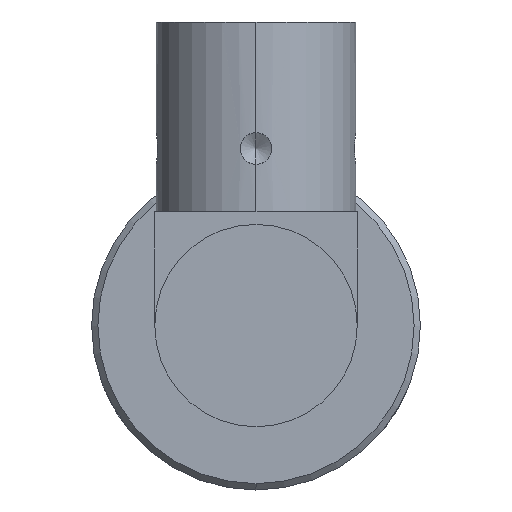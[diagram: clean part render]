
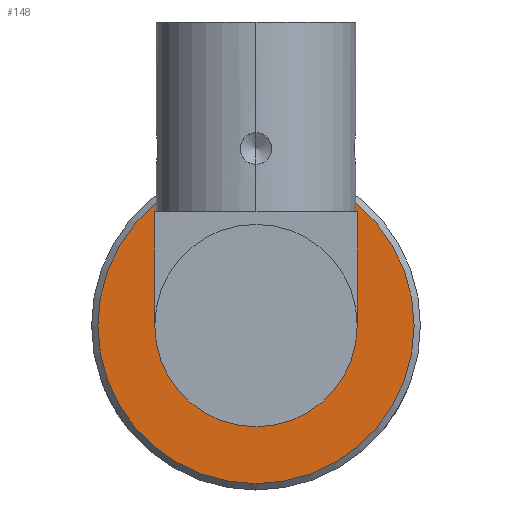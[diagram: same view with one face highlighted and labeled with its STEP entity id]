
A CAD part, left-side view. The second image highlights one B-rep face of the part: STEP entity #148.
In plain terms, the highlighted planar face has unit normal (-1, 0, 0).
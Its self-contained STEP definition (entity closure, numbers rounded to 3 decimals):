
#107 = AXIS2_PLACEMENT_3D ( 'NONE', #2045, #2165, #2203 ) ;
#143 = CARTESIAN_POINT ( 'NONE',  ( -10.5, 0., 0. ) ) ;
#148 = ADVANCED_FACE ( 'NONE', ( #2112, #1000 ), #334, .F. ) ;
#184 = EDGE_CURVE ( 'NONE', #1792, #449, #1100, .T. ) ;
#190 = AXIS2_PLACEMENT_3D ( 'NONE', #906, #227, #1251 ) ;
#227 = DIRECTION ( 'NONE',  ( 1., 0., 0. ) ) ;
#240 = CARTESIAN_POINT ( 'NONE',  ( -10.5, 0., -8. ) ) ;
#268 = EDGE_LOOP ( 'NONE', ( #908, #1362 ) ) ;
#332 = VERTEX_POINT ( 'NONE', #240 ) ;
#334 = PLANE ( 'NONE',  #1317 ) ;
#363 = DIRECTION ( 'NONE',  ( 1., 0., 0. ) ) ;
#378 = EDGE_LOOP ( 'NONE', ( #1718, #2006 ) ) ;
#449 = VERTEX_POINT ( 'NONE', #2128 ) ;
#684 = CARTESIAN_POINT ( 'NONE',  ( -10.5, -12.65, 12.65 ) ) ;
#686 = AXIS2_PLACEMENT_3D ( 'NONE', #1979, #1061, #1456 ) ;
#728 = CIRCLE ( 'NONE', #1101, 8. ) ;
#827 = EDGE_CURVE ( 'NONE', #1882, #332, #1876, .T. ) ;
#906 = CARTESIAN_POINT ( 'NONE',  ( -10.5, 0., 0. ) ) ;
#908 = ORIENTED_EDGE ( 'NONE', *, *, #827, .T. ) ;
#984 = EDGE_CURVE ( 'NONE', #449, #1792, #2084, .T. ) ;
#1000 = FACE_OUTER_BOUND ( 'NONE', #378, .T. ) ;
#1061 = DIRECTION ( 'NONE',  ( 1., 0., 0. ) ) ;
#1100 = CIRCLE ( 'NONE', #190, 12.5 ) ;
#1101 = AXIS2_PLACEMENT_3D ( 'NONE', #143, #1353, #2179 ) ;
#1251 = DIRECTION ( 'NONE',  ( 0., 0., -1. ) ) ;
#1317 = AXIS2_PLACEMENT_3D ( 'NONE', #684, #363, #1730 ) ;
#1353 = DIRECTION ( 'NONE',  ( 1., 0., 0. ) ) ;
#1362 = ORIENTED_EDGE ( 'NONE', *, *, #1474, .T. ) ;
#1456 = DIRECTION ( 'NONE',  ( 0., 0., 1. ) ) ;
#1474 = EDGE_CURVE ( 'NONE', #332, #1882, #728, .T. ) ;
#1718 = ORIENTED_EDGE ( 'NONE', *, *, #184, .F. ) ;
#1730 = DIRECTION ( 'NONE',  ( 0., 0., -1. ) ) ;
#1792 = VERTEX_POINT ( 'NONE', #1980 ) ;
#1876 = CIRCLE ( 'NONE', #686, 8. ) ;
#1882 = VERTEX_POINT ( 'NONE', #2030 ) ;
#1979 = CARTESIAN_POINT ( 'NONE',  ( -10.5, 0., 0. ) ) ;
#1980 = CARTESIAN_POINT ( 'NONE',  ( -10.5, 0., -12.5 ) ) ;
#2006 = ORIENTED_EDGE ( 'NONE', *, *, #984, .F. ) ;
#2030 = CARTESIAN_POINT ( 'NONE',  ( -10.5, 0., 8. ) ) ;
#2045 = CARTESIAN_POINT ( 'NONE',  ( -10.5, 0., 0. ) ) ;
#2084 = CIRCLE ( 'NONE', #107, 12.5 ) ;
#2112 = FACE_BOUND ( 'NONE', #268, .T. ) ;
#2128 = CARTESIAN_POINT ( 'NONE',  ( -10.5, 0., 12.5 ) ) ;
#2165 = DIRECTION ( 'NONE',  ( 1., 0., 0. ) ) ;
#2179 = DIRECTION ( 'NONE',  ( 0., 0., 1. ) ) ;
#2203 = DIRECTION ( 'NONE',  ( 0., 0., -1. ) ) ;
